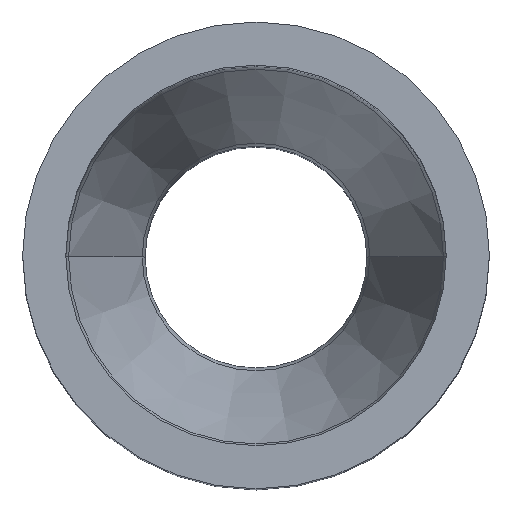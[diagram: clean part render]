
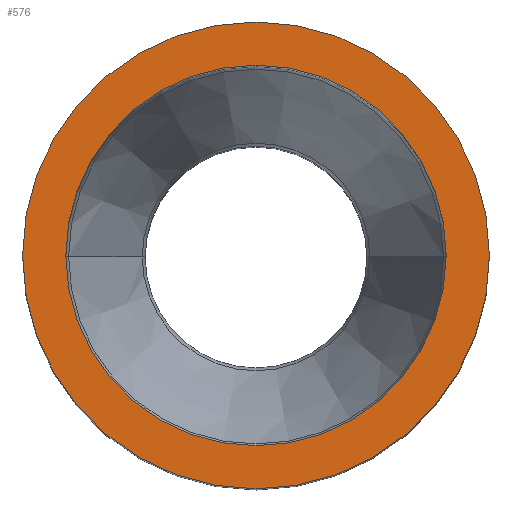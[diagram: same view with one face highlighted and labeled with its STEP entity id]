
A CAD part, top view. The second image highlights one B-rep face of the part: STEP entity #576.
In plain terms, the highlighted planar face has unit normal (0, 0, 1).
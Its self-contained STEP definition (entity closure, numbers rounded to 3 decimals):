
#10 = ORIENTED_EDGE ( 'NONE', *, *, #109, .F. ) ;
#14 = DIRECTION ( 'NONE',  ( -1., 0., 0. ) ) ;
#31 = DIRECTION ( 'NONE',  ( 1., 0., 0. ) ) ;
#55 = CARTESIAN_POINT ( 'NONE',  ( -16.3, 0., 66.427 ) ) ;
#58 = EDGE_CURVE ( 'NONE', #387, #512, #631, .T. ) ;
#68 = FACE_OUTER_BOUND ( 'NONE', #111, .T. ) ;
#105 = CIRCLE ( 'NONE', #186, 20. ) ;
#109 = EDGE_CURVE ( 'NONE', #344, #485, #504, .T. ) ;
#111 = EDGE_LOOP ( 'NONE', ( #653, #10 ) ) ;
#120 = DIRECTION ( 'NONE',  ( -1., 0., 0. ) ) ;
#129 = DIRECTION ( 'NONE',  ( 0., 0., -1. ) ) ;
#186 = AXIS2_PLACEMENT_3D ( 'NONE', #480, #129, #484 ) ;
#192 = CARTESIAN_POINT ( 'NONE',  ( 16.3, 0., 66.427 ) ) ;
#194 = EDGE_CURVE ( 'NONE', #485, #344, #105, .T. ) ;
#206 = DIRECTION ( 'NONE',  ( 0., 0., -1. ) ) ;
#264 = ORIENTED_EDGE ( 'NONE', *, *, #58, .T. ) ;
#274 = DIRECTION ( 'NONE',  ( 0., 0., -1. ) ) ;
#344 = VERTEX_POINT ( 'NONE', #500 ) ;
#365 = CARTESIAN_POINT ( 'NONE',  ( 0., 0., 66.427 ) ) ;
#373 = CIRCLE ( 'NONE', #592, 16.3 ) ;
#387 = VERTEX_POINT ( 'NONE', #192 ) ;
#396 = AXIS2_PLACEMENT_3D ( 'NONE', #435, #274, #540 ) ;
#397 = EDGE_LOOP ( 'NONE', ( #544, #264 ) ) ;
#405 = PLANE ( 'NONE',  #526 ) ;
#435 = CARTESIAN_POINT ( 'NONE',  ( 0., 0., 66.427 ) ) ;
#455 = CARTESIAN_POINT ( 'NONE',  ( -20., 0., 66.427 ) ) ;
#468 = DIRECTION ( 'NONE',  ( 0., 0., -1. ) ) ;
#473 = DIRECTION ( 'NONE',  ( 0., 0., 1. ) ) ;
#480 = CARTESIAN_POINT ( 'NONE',  ( 0., 0., 66.427 ) ) ;
#484 = DIRECTION ( 'NONE',  ( -1., 0., 0. ) ) ;
#485 = VERTEX_POINT ( 'NONE', #455 ) ;
#500 = CARTESIAN_POINT ( 'NONE',  ( 20., 0., 66.427 ) ) ;
#504 = CIRCLE ( 'NONE', #396, 20. ) ;
#512 = VERTEX_POINT ( 'NONE', #55 ) ;
#519 = CARTESIAN_POINT ( 'NONE',  ( 0., 0., 66.427 ) ) ;
#524 = FACE_BOUND ( 'NONE', #397, .T. ) ;
#526 = AXIS2_PLACEMENT_3D ( 'NONE', #584, #473, #31 ) ;
#540 = DIRECTION ( 'NONE',  ( -1., 0., 0. ) ) ;
#544 = ORIENTED_EDGE ( 'NONE', *, *, #568, .T. ) ;
#568 = EDGE_CURVE ( 'NONE', #512, #387, #373, .T. ) ;
#576 = ADVANCED_FACE ( 'NONE', ( #524, #68 ), #405, .T. ) ;
#584 = CARTESIAN_POINT ( 'NONE',  ( -16.3, 0., 66.427 ) ) ;
#592 = AXIS2_PLACEMENT_3D ( 'NONE', #365, #206, #120 ) ;
#631 = CIRCLE ( 'NONE', #649, 16.3 ) ;
#649 = AXIS2_PLACEMENT_3D ( 'NONE', #519, #468, #14 ) ;
#653 = ORIENTED_EDGE ( 'NONE', *, *, #194, .F. ) ;
